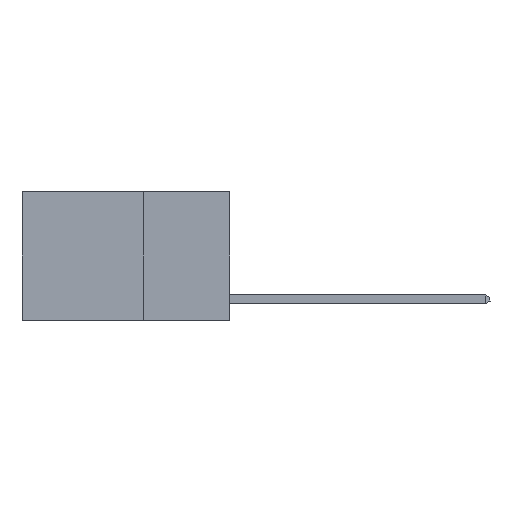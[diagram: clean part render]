
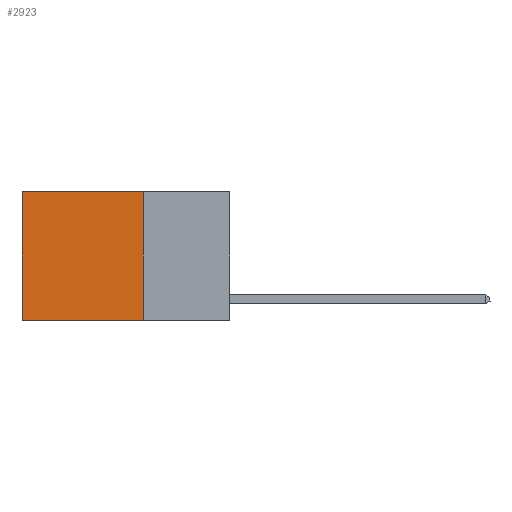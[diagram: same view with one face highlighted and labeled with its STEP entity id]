
A CAD part, left-side view. The second image highlights one B-rep face of the part: STEP entity #2923.
In plain terms, the highlighted planar face has unit normal (-1, 0, 0).
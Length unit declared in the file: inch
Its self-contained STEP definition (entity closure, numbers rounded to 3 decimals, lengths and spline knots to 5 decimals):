
#198 = PLANE ( 'NONE',  #16801 ) ;
#511 = ORIENTED_EDGE ( 'NONE', *, *, #16788, .T. ) ;
#596 = CARTESIAN_POINT ( 'NONE',  ( 0.2625, 0.6, -0.37 ) ) ;
#1185 = LINE ( 'NONE', #5909, #14521 ) ;
#2270 = CARTESIAN_POINT ( 'NONE',  ( 0.2625, 0.25, 0. ) ) ;
#2923 = ADVANCED_FACE ( 'NONE', ( #15430 ), #198, .F. ) ;
#2999 = CARTESIAN_POINT ( 'NONE',  ( 0.2625, 0.25, 0. ) ) ;
#3155 = DIRECTION ( 'NONE',  ( 1., 0., 0. ) ) ;
#4049 = VERTEX_POINT ( 'NONE', #18838 ) ;
#4436 = VERTEX_POINT ( 'NONE', #596 ) ;
#4798 = EDGE_LOOP ( 'NONE', ( #18335, #5726, #10915, #511 ) ) ;
#5726 = ORIENTED_EDGE ( 'NONE', *, *, #9678, .F. ) ;
#5909 = CARTESIAN_POINT ( 'NONE',  ( 0.2625, 0.25, 0. ) ) ;
#7304 = CARTESIAN_POINT ( 'NONE',  ( 0.2625, 0.6, 0. ) ) ;
#7413 = DIRECTION ( 'NONE',  ( 0., 1., 0. ) ) ;
#7863 = VERTEX_POINT ( 'NONE', #2999 ) ;
#8151 = DIRECTION ( 'NONE',  ( 0., 0., -1. ) ) ;
#8497 = LINE ( 'NONE', #2270, #14906 ) ;
#9678 = EDGE_CURVE ( 'NONE', #4049, #4436, #11631, .T. ) ;
#10494 = CARTESIAN_POINT ( 'NONE',  ( 0.2625, 0.25, 0. ) ) ;
#10915 = ORIENTED_EDGE ( 'NONE', *, *, #12982, .F. ) ;
#11170 = VECTOR ( 'NONE', #7413, 39.37008 ) ;
#11435 = EDGE_CURVE ( 'NONE', #13258, #4436, #16823, .T. ) ;
#11631 = LINE ( 'NONE', #19032, #11170 ) ;
#12109 = CARTESIAN_POINT ( 'NONE',  ( 0.2625, 0.6, 0. ) ) ;
#12982 = EDGE_CURVE ( 'NONE', #7863, #4049, #8497, .T. ) ;
#13258 = VERTEX_POINT ( 'NONE', #7304 ) ;
#13441 = DIRECTION ( 'NONE',  ( 0., 0., -1. ) ) ;
#14521 = VECTOR ( 'NONE', #16127, 39.37008 ) ;
#14906 = VECTOR ( 'NONE', #8151, 39.37008 ) ;
#15430 = FACE_OUTER_BOUND ( 'NONE', #4798, .T. ) ;
#16127 = DIRECTION ( 'NONE',  ( 0., 1., 0. ) ) ;
#16788 = EDGE_CURVE ( 'NONE', #7863, #13258, #1185, .T. ) ;
#16801 = AXIS2_PLACEMENT_3D ( 'NONE', #10494, #3155, #13441 ) ;
#16823 = LINE ( 'NONE', #12109, #17274 ) ;
#17274 = VECTOR ( 'NONE', #17899, 39.37008 ) ;
#17899 = DIRECTION ( 'NONE',  ( 0., 0., -1. ) ) ;
#18335 = ORIENTED_EDGE ( 'NONE', *, *, #11435, .T. ) ;
#18838 = CARTESIAN_POINT ( 'NONE',  ( 0.2625, 0.25, -0.37 ) ) ;
#19032 = CARTESIAN_POINT ( 'NONE',  ( 0.2625, 0.25, -0.37 ) ) ;
